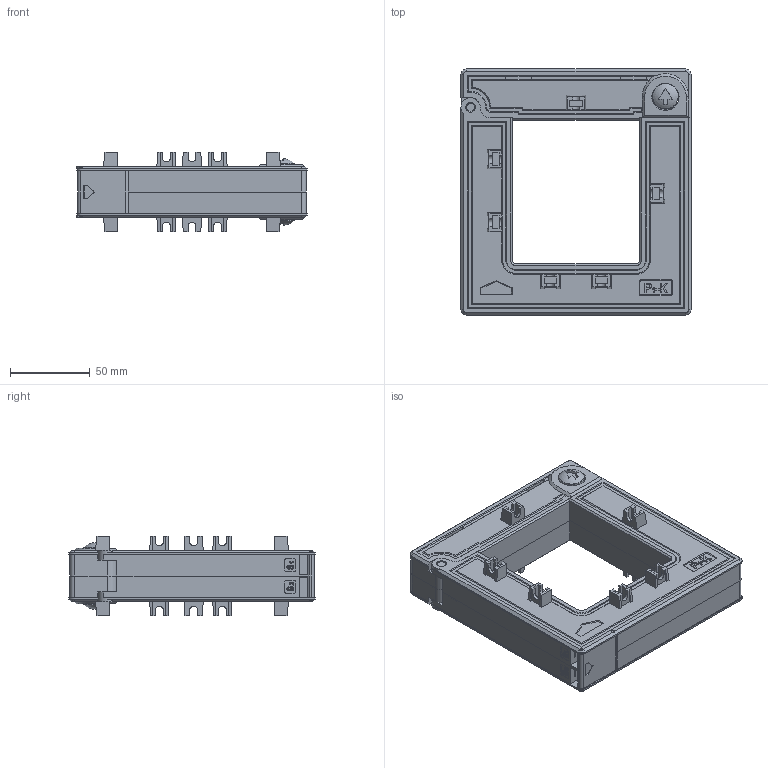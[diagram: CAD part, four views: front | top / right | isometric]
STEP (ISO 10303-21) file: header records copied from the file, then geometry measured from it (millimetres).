
FILE_DESCRIPTION(/* description */ ('STEP AP214'),/* implementation_level */ '2;1');
FILE_NAME(/* name */ 'AcuCT 3135R (SCTK752B-0809)_customer version.step',/* time_stamp */ '2025-06-06T16:24:34-04:00',/* author */ (''),/* organization */ (''),/* preprocessor_version */ 'ST-DEVELOPER v20.1',/* originating_system */ 'Autodesk Translation Framework v14.10.0.0',/* authorisation */ '');
FILE_SCHEMA (('AUTOMOTIVE_DESIGN { 1 0 10303 214 3 1 1 }'));
Length unit declared in the file: millimetre
Products named in the file (12): AcuCT-3135R; 752A-80__90___________.STP; 752A-80__90_____P2.STP; 752A-80__90_____P1.STP; 752A-80__90___________-1.STP; 752A-80__90_____P2-0.STP; 752A-80__90_____P1-1.STP; 752A-80__90__________________.STP; 752A-80__90_____-3.STP; 667B_______.STP; 752A-80__90_____-2.STP; 752A-80__90_________.STP
Assembly tree (12 placements, depth 3):
  AcuCT-3135R
    752A-80__90___________.STP
      752A-80__90_____P2.STP
      752A-80__90_____P1.STP
    752A-80__90___________-1.STP
      752A-80__90_____P2-0.STP
      752A-80__90_____P1-1.STP
    752A-80__90_____-2.STP  x2
    752A-80__90__________________.STP
    752A-80__90_____-3.STP
    667B_______.STP
    752A-80__90_________.STP
Bounding box: 144 x 154 x 50 mm (x, y, z)
Volume: 158078.4 mm3; surface area: 147719.7 mm2
Topology: 10 solids, 10 shells, 1456 faces, 3879 edges, 2542 vertices
Faces by surface type: plane 1153, cylinder 161, bspline 72, cone 54, torus 14, sphere 2
Full cylindrical faces by diameter (mm): 2 x4, 3 x5, 3.02 x24, 5 x4, 11 x2, 16 x2, 17 x2
Entity records: 48268 total; most frequent: CARTESIAN_POINT 12426, ORIENTED_EDGE 7594, DIRECTION 6910, EDGE_CURVE 3797, LINE 3146, VECTOR 3146, VERTEX_POINT 2488, AXIS2_PLACEMENT_3D 1882
